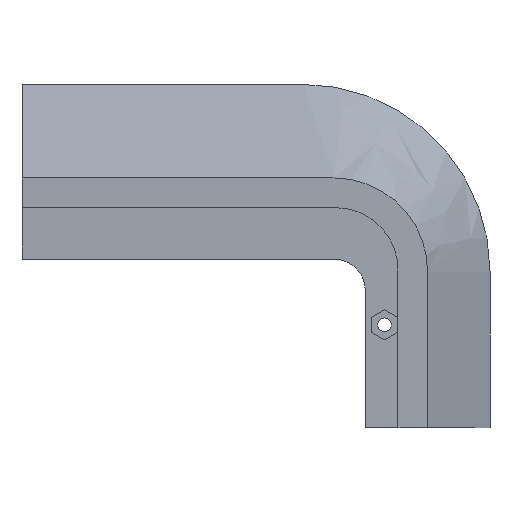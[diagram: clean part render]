
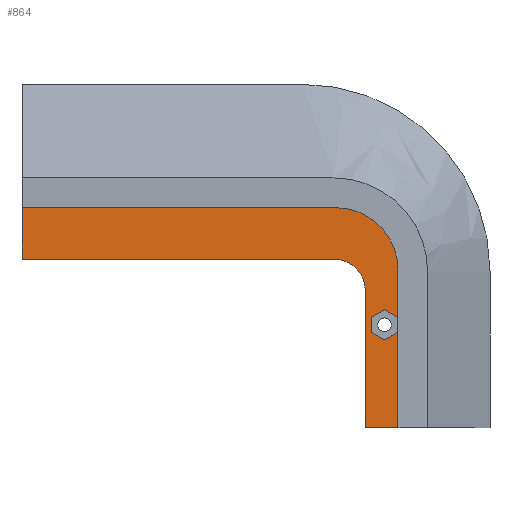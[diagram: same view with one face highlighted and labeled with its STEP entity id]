
A CAD part, front view. The second image highlights one B-rep face of the part: STEP entity #864.
In plain terms, the highlighted planar face has unit normal (0, -1, 0).
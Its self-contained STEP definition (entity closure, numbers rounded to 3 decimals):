
#13 = EDGE_CURVE ( 'NONE', #1200, #936, #466, .T. ) ;
#26 = CARTESIAN_POINT ( 'NONE',  ( 56., 6., 15.258 ) ) ;
#47 = CARTESIAN_POINT ( 'NONE',  ( 50., 6., 22. ) ) ;
#62 = DIRECTION ( 'NONE',  ( -1., 0., 0. ) ) ;
#77 = ORIENTED_EDGE ( 'NONE', *, *, #277, .F. ) ;
#121 = FACE_BOUND ( 'NONE', #342, .T. ) ;
#138 = CARTESIAN_POINT ( 'NONE',  ( 58.1, 6., 18.895 ) ) ;
#144 = CARTESIAN_POINT ( 'NONE',  ( 60.2, 6., 15.258 ) ) ;
#162 = VERTEX_POINT ( 'NONE', #766 ) ;
#171 = CARTESIAN_POINT ( 'NONE',  ( 50., 6., 27. ) ) ;
#179 = VECTOR ( 'NONE', #1585, 1000. ) ;
#237 = LINE ( 'NONE', #1445, #915 ) ;
#245 = VERTEX_POINT ( 'NONE', #815 ) ;
#246 = EDGE_CURVE ( 'NONE', #881, #245, #662, .T. ) ;
#252 = CARTESIAN_POINT ( 'NONE',  ( 55., 6., 0. ) ) ;
#253 = ORIENTED_EDGE ( 'NONE', *, *, #246, .T. ) ;
#258 = DIRECTION ( 'NONE',  ( 0., 0., -1. ) ) ;
#262 = FACE_OUTER_BOUND ( 'NONE', #1089, .T. ) ;
#272 = VECTOR ( 'NONE', #258, 1000. ) ;
#277 = EDGE_CURVE ( 'NONE', #1730, #349, #537, .T. ) ;
#311 = ORIENTED_EDGE ( 'NONE', *, *, #1743, .T. ) ;
#320 = DIRECTION ( 'NONE',  ( 0.866, 0., -0.5 ) ) ;
#322 = DIRECTION ( 'NONE',  ( 0., 0., -1. ) ) ;
#325 = AXIS2_PLACEMENT_3D ( 'NONE', #1538, #1418, #718 ) ;
#332 = VERTEX_POINT ( 'NONE', #1345 ) ;
#342 = EDGE_LOOP ( 'NONE', ( #1033, #501, #1098, #1170, #586, #77 ) ) ;
#349 = VERTEX_POINT ( 'NONE', #138 ) ;
#359 = LINE ( 'NONE', #887, #179 ) ;
#386 = VECTOR ( 'NONE', #1489, 1000. ) ;
#390 = EDGE_CURVE ( 'NONE', #863, #1730, #956, .T. ) ;
#399 = CARTESIAN_POINT ( 'NONE',  ( -50.25, 6., 0. ) ) ;
#400 = ORIENTED_EDGE ( 'NONE', *, *, #1625, .F. ) ;
#414 = VERTEX_POINT ( 'NONE', #1494 ) ;
#427 = DIRECTION ( 'NONE',  ( -0.866, 0., 0.5 ) ) ;
#428 = VERTEX_POINT ( 'NONE', #171 ) ;
#446 = LINE ( 'NONE', #1130, #530 ) ;
#466 = LINE ( 'NONE', #26, #942 ) ;
#489 = DIRECTION ( 'NONE',  ( 0., 0., 1. ) ) ;
#501 = ORIENTED_EDGE ( 'NONE', *, *, #817, .F. ) ;
#530 = VECTOR ( 'NONE', #609, 1000. ) ;
#532 = AXIS2_PLACEMENT_3D ( 'NONE', #47, #1516, #322 ) ;
#536 = DIRECTION ( 'NONE',  ( 0., 0., 1. ) ) ;
#537 = LINE ( 'NONE', #928, #1639 ) ;
#578 = LINE ( 'NONE', #1273, #1397 ) ;
#586 = ORIENTED_EDGE ( 'NONE', *, *, #671, .F. ) ;
#609 = DIRECTION ( 'NONE',  ( 0., 0., -1. ) ) ;
#658 = DIRECTION ( 'NONE',  ( 0., 1., 0. ) ) ;
#662 = LINE ( 'NONE', #399, #386 ) ;
#671 = EDGE_CURVE ( 'NONE', #349, #414, #870, .T. ) ;
#682 = CARTESIAN_POINT ( 'NONE',  ( 58.1, 6., 14.045 ) ) ;
#716 = CIRCLE ( 'NONE', #532, 5. ) ;
#718 = DIRECTION ( 'NONE',  ( 0., 0., -1. ) ) ;
#735 = CARTESIAN_POINT ( 'NONE',  ( 56., 6., 15.258 ) ) ;
#741 = VECTOR ( 'NONE', #1180, 1000. ) ;
#766 = CARTESIAN_POINT ( 'NONE',  ( 0., 6., 35.25 ) ) ;
#812 = CARTESIAN_POINT ( 'NONE',  ( 56., 6., 17.682 ) ) ;
#815 = CARTESIAN_POINT ( 'NONE',  ( 60.25, 6., 0. ) ) ;
#817 = EDGE_CURVE ( 'NONE', #936, #863, #359, .T. ) ;
#828 = CARTESIAN_POINT ( 'NONE',  ( 55., 6., 22. ) ) ;
#863 = VERTEX_POINT ( 'NONE', #144 ) ;
#864 = ADVANCED_FACE ( 'NONE', ( #121, #262 ), #1464, .F. ) ;
#870 = LINE ( 'NONE', #1288, #741 ) ;
#881 = VERTEX_POINT ( 'NONE', #252 ) ;
#887 = CARTESIAN_POINT ( 'NONE',  ( 58.1, 6., 14.045 ) ) ;
#915 = VECTOR ( 'NONE', #1158, 1000. ) ;
#928 = CARTESIAN_POINT ( 'NONE',  ( 60.2, 6., 17.682 ) ) ;
#936 = VERTEX_POINT ( 'NONE', #682 ) ;
#942 = VECTOR ( 'NONE', #320, 1000. ) ;
#956 = LINE ( 'NONE', #1269, #965 ) ;
#965 = VECTOR ( 'NONE', #1513, 1000. ) ;
#966 = AXIS2_PLACEMENT_3D ( 'NONE', #1480, #658, #536 ) ;
#1033 = ORIENTED_EDGE ( 'NONE', *, *, #390, .F. ) ;
#1051 = VERTEX_POINT ( 'NONE', #1259 ) ;
#1079 = EDGE_CURVE ( 'NONE', #162, #1051, #446, .T. ) ;
#1089 = EDGE_LOOP ( 'NONE', ( #1506, #253, #1233, #1703, #311, #1249, #1134, #400 ) ) ;
#1098 = ORIENTED_EDGE ( 'NONE', *, *, #13, .F. ) ;
#1119 = EDGE_CURVE ( 'NONE', #1181, #332, #1735, .T. ) ;
#1127 = CARTESIAN_POINT ( 'NONE',  ( 60.2, 6., 17.682 ) ) ;
#1130 = CARTESIAN_POINT ( 'NONE',  ( 0., 6., -25.25 ) ) ;
#1134 = ORIENTED_EDGE ( 'NONE', *, *, #1394, .F. ) ;
#1148 = CARTESIAN_POINT ( 'NONE',  ( 55., 6., 22. ) ) ;
#1158 = DIRECTION ( 'NONE',  ( -1., 0., 0. ) ) ;
#1167 = LINE ( 'NONE', #1573, #1502 ) ;
#1170 = ORIENTED_EDGE ( 'NONE', *, *, #1543, .F. ) ;
#1180 = DIRECTION ( 'NONE',  ( -0.866, 0., -0.5 ) ) ;
#1181 = VERTEX_POINT ( 'NONE', #1247 ) ;
#1197 = VECTOR ( 'NONE', #1726, 1000. ) ;
#1200 = VERTEX_POINT ( 'NONE', #735 ) ;
#1226 = LINE ( 'NONE', #812, #272 ) ;
#1230 = EDGE_CURVE ( 'NONE', #245, #1181, #1167, .T. ) ;
#1233 = ORIENTED_EDGE ( 'NONE', *, *, #1230, .T. ) ;
#1247 = CARTESIAN_POINT ( 'NONE',  ( 60.25, 6., 25.25 ) ) ;
#1249 = ORIENTED_EDGE ( 'NONE', *, *, #1079, .T. ) ;
#1259 = CARTESIAN_POINT ( 'NONE',  ( 0., 6., 27. ) ) ;
#1269 = CARTESIAN_POINT ( 'NONE',  ( 60.2, 6., 15.258 ) ) ;
#1273 = CARTESIAN_POINT ( 'NONE',  ( -50.25, 6., 35.25 ) ) ;
#1288 = CARTESIAN_POINT ( 'NONE',  ( 58.1, 6., 18.895 ) ) ;
#1289 = EDGE_CURVE ( 'NONE', #881, #1699, #1696, .T. ) ;
#1345 = CARTESIAN_POINT ( 'NONE',  ( 50.25, 6., 35.25 ) ) ;
#1394 = EDGE_CURVE ( 'NONE', #428, #1051, #237, .T. ) ;
#1397 = VECTOR ( 'NONE', #62, 1000. ) ;
#1418 = DIRECTION ( 'NONE',  ( 0., -1., 0. ) ) ;
#1445 = CARTESIAN_POINT ( 'NONE',  ( -50., 6., 27. ) ) ;
#1464 = PLANE ( 'NONE',  #966 ) ;
#1480 = CARTESIAN_POINT ( 'NONE',  ( -50.25, 6., -25.25 ) ) ;
#1489 = DIRECTION ( 'NONE',  ( 1., 0., 0. ) ) ;
#1494 = CARTESIAN_POINT ( 'NONE',  ( 56., 6., 17.682 ) ) ;
#1502 = VECTOR ( 'NONE', #489, 1000. ) ;
#1506 = ORIENTED_EDGE ( 'NONE', *, *, #1289, .F. ) ;
#1513 = DIRECTION ( 'NONE',  ( 0., 0., 1. ) ) ;
#1516 = DIRECTION ( 'NONE',  ( 0., -1., 0. ) ) ;
#1538 = CARTESIAN_POINT ( 'NONE',  ( 50.25, 6., 25.25 ) ) ;
#1543 = EDGE_CURVE ( 'NONE', #414, #1200, #1226, .T. ) ;
#1573 = CARTESIAN_POINT ( 'NONE',  ( 60.25, 6., 25.25 ) ) ;
#1585 = DIRECTION ( 'NONE',  ( 0.866, 0., 0.5 ) ) ;
#1625 = EDGE_CURVE ( 'NONE', #1699, #428, #716, .T. ) ;
#1639 = VECTOR ( 'NONE', #427, 1000. ) ;
#1696 = LINE ( 'NONE', #1148, #1197 ) ;
#1699 = VERTEX_POINT ( 'NONE', #828 ) ;
#1703 = ORIENTED_EDGE ( 'NONE', *, *, #1119, .T. ) ;
#1726 = DIRECTION ( 'NONE',  ( 0., 0., 1. ) ) ;
#1730 = VERTEX_POINT ( 'NONE', #1127 ) ;
#1735 = CIRCLE ( 'NONE', #325, 10. ) ;
#1743 = EDGE_CURVE ( 'NONE', #332, #162, #578, .T. ) ;
